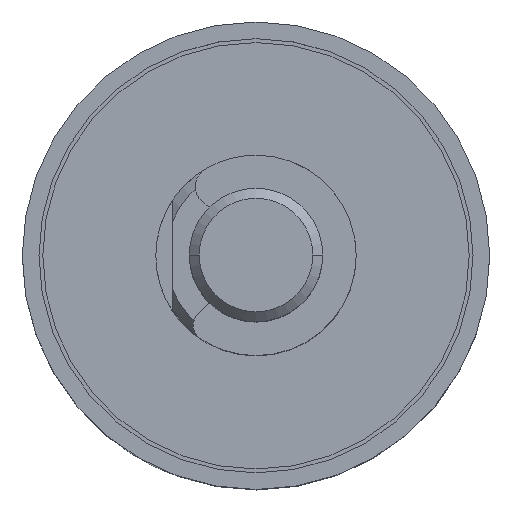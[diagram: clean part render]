
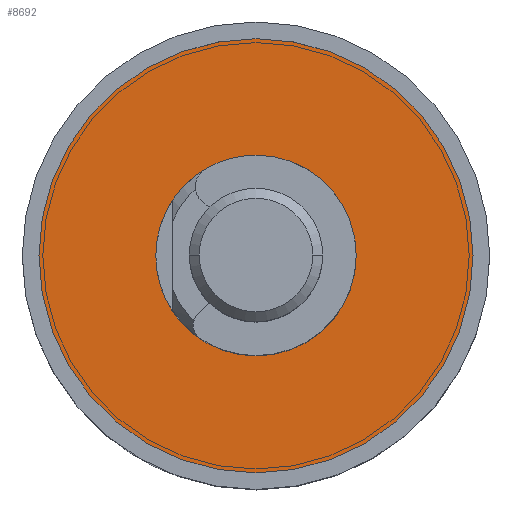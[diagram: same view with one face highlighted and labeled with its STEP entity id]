
A CAD part, top view. The second image highlights one B-rep face of the part: STEP entity #8692.
In plain terms, the highlighted planar face has unit normal (0, 0, 1).
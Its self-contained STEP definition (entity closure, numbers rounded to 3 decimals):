
#303 = AXIS2_PLACEMENT_3D ( 'NONE', #8627, #9602, #11564 ) ;
#583 = PLANE ( 'NONE',  #303 ) ;
#666 = CARTESIAN_POINT ( 'NONE',  ( -3., 0., 0.5 ) ) ;
#1496 = AXIS2_PLACEMENT_3D ( 'NONE', #11775, #9129, #10897 ) ;
#1781 = AXIS2_PLACEMENT_3D ( 'NONE', #10982, #7873, #6392 ) ;
#2187 = CIRCLE ( 'NONE', #8371, 3. ) ;
#2946 = ORIENTED_EDGE ( 'NONE', *, *, #3096, .T. ) ;
#2956 = CARTESIAN_POINT ( 'NONE',  ( 6.5, 0., 0.5 ) ) ;
#3096 = EDGE_CURVE ( 'NONE', #9513, #7333, #5570, .T. ) ;
#3802 = EDGE_LOOP ( 'NONE', ( #11383, #6379 ) ) ;
#5570 = CIRCLE ( 'NONE', #1781, 6.5 ) ;
#5913 = DIRECTION ( 'NONE',  ( -1., 0., 0. ) ) ;
#5923 = FACE_OUTER_BOUND ( 'NONE', #11144, .T. ) ;
#6379 = ORIENTED_EDGE ( 'NONE', *, *, #6755, .T. ) ;
#6392 = DIRECTION ( 'NONE',  ( 1., 0., 0. ) ) ;
#6673 = CIRCLE ( 'NONE', #1496, 6.5 ) ;
#6705 = AXIS2_PLACEMENT_3D ( 'NONE', #11283, #9629, #10556 ) ;
#6755 = EDGE_CURVE ( 'NONE', #8684, #8922, #7533, .T. ) ;
#6938 = CARTESIAN_POINT ( 'NONE',  ( 3., 0., 0.5 ) ) ;
#7333 = VERTEX_POINT ( 'NONE', #2956 ) ;
#7533 = CIRCLE ( 'NONE', #6705, 3. ) ;
#7623 = EDGE_CURVE ( 'NONE', #7333, #9513, #6673, .T. ) ;
#7873 = DIRECTION ( 'NONE',  ( 0., 0., 1. ) ) ;
#8371 = AXIS2_PLACEMENT_3D ( 'NONE', #10495, #9531, #5913 ) ;
#8627 = CARTESIAN_POINT ( 'NONE',  ( 3., 0., 0.5 ) ) ;
#8684 = VERTEX_POINT ( 'NONE', #6938 ) ;
#8692 = ADVANCED_FACE ( 'NONE', ( #10804, #5923 ), #583, .T. ) ;
#8835 = ORIENTED_EDGE ( 'NONE', *, *, #7623, .T. ) ;
#8922 = VERTEX_POINT ( 'NONE', #666 ) ;
#9129 = DIRECTION ( 'NONE',  ( 0., 0., 1. ) ) ;
#9513 = VERTEX_POINT ( 'NONE', #10860 ) ;
#9531 = DIRECTION ( 'NONE',  ( 0., 0., -1. ) ) ;
#9602 = DIRECTION ( 'NONE',  ( 0., 0., 1. ) ) ;
#9629 = DIRECTION ( 'NONE',  ( 0., 0., -1. ) ) ;
#9962 = EDGE_CURVE ( 'NONE', #8922, #8684, #2187, .T. ) ;
#10495 = CARTESIAN_POINT ( 'NONE',  ( 0., 0., 0.5 ) ) ;
#10556 = DIRECTION ( 'NONE',  ( -1., 0., 0. ) ) ;
#10804 = FACE_BOUND ( 'NONE', #3802, .T. ) ;
#10860 = CARTESIAN_POINT ( 'NONE',  ( -6.5, 0., 0.5 ) ) ;
#10897 = DIRECTION ( 'NONE',  ( 1., 0., 0. ) ) ;
#10982 = CARTESIAN_POINT ( 'NONE',  ( 0., 0., 0.5 ) ) ;
#11144 = EDGE_LOOP ( 'NONE', ( #8835, #2946 ) ) ;
#11283 = CARTESIAN_POINT ( 'NONE',  ( 0., 0., 0.5 ) ) ;
#11383 = ORIENTED_EDGE ( 'NONE', *, *, #9962, .T. ) ;
#11564 = DIRECTION ( 'NONE',  ( 1., 0., 0. ) ) ;
#11775 = CARTESIAN_POINT ( 'NONE',  ( 0., 0., 0.5 ) ) ;
